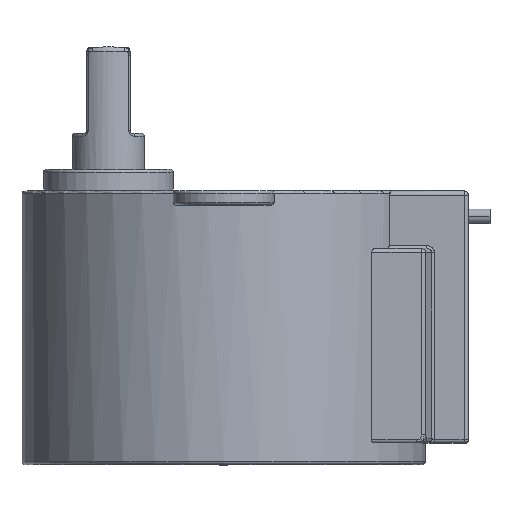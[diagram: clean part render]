
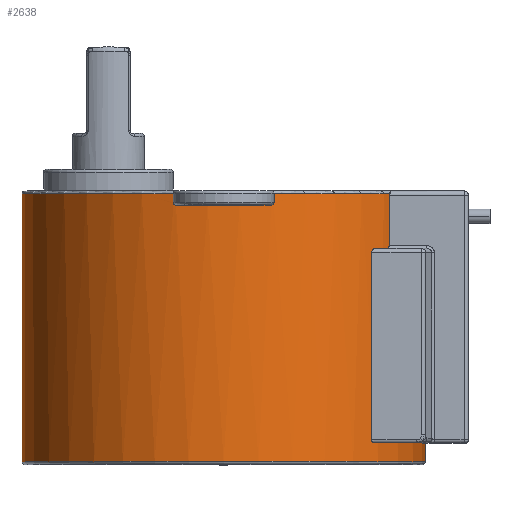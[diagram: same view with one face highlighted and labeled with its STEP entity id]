
A CAD part, top view. The second image highlights one B-rep face of the part: STEP entity #2638.
In plain terms, the highlighted cylindrical face has radius 14 mm (diameter 28 mm), a full revolution.
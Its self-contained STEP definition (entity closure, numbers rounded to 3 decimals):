
#132=B_SPLINE_CURVE_WITH_KNOTS('',3,(#3894,#3895,#3896,#3897,#3898,#3899,
#3900,#3901,#3902,#3903),.UNSPECIFIED.,.F.,.F.,(4,2,2,2,4),(0.,0.008,
0.015,0.023,0.031),.UNSPECIFIED.);
#133=B_SPLINE_CURVE_WITH_KNOTS('',3,(#3907,#3908,#3909,#3910,#3911,#3912,
#3913,#3914,#3915,#3916),.UNSPECIFIED.,.F.,.F.,(4,2,2,2,4),(-0.031,
-0.023,-0.015,-0.008,0.),
 .UNSPECIFIED.);
#134=B_SPLINE_CURVE_WITH_KNOTS('',3,(#3924,#3925,#3926,#3927,#3928,#3929,
#3930,#3931,#3932,#3933),.UNSPECIFIED.,.F.,.F.,(4,2,2,2,4),(0.,0.008,
0.015,0.023,0.031),.UNSPECIFIED.);
#135=B_SPLINE_CURVE_WITH_KNOTS('',3,(#3937,#3938,#3939,#3940,#3941,#3942,
#3943,#3944,#3945,#3946),.UNSPECIFIED.,.F.,.F.,(4,2,2,2,4),(-0.031,
-0.023,-0.015,-0.008,0.),
 .UNSPECIFIED.);
#230=LINE('',#3892,#363);
#231=LINE('',#3918,#364);
#232=LINE('',#3922,#365);
#233=LINE('',#3948,#366);
#234=LINE('',#3952,#367);
#235=LINE('',#3955,#368);
#236=LINE('',#3958,#369);
#363=VECTOR('',#3155,10.);
#364=VECTOR('',#3158,10.);
#365=VECTOR('',#3161,10.);
#366=VECTOR('',#3164,10.);
#367=VECTOR('',#3167,10.);
#368=VECTOR('',#3170,14.);
#369=VECTOR('',#3173,10.);
#496=CYLINDRICAL_SURFACE('',#2840,14.);
#622=FACE_OUTER_BOUND('',#791,.T.);
#791=EDGE_LOOP('',(#1810,#1811,#1812,#1813,#1814,#1815,#1816,#1817,#1818,
#1819,#1820,#1821,#1822,#1823,#1824,#1825,#1826,#1827,#1828,#1829,#1830,
#1831));
#967=CIRCLE('',#2834,14.);
#971=CIRCLE('',#2838,14.);
#972=CIRCLE('',#2839,14.);
#973=CIRCLE('',#2841,14.);
#974=CIRCLE('',#2842,14.);
#975=CIRCLE('',#2843,14.);
#976=CIRCLE('',#2844,14.);
#977=CIRCLE('',#2845,14.);
#978=CIRCLE('',#2846,14.);
#979=CIRCLE('',#2847,14.);
#1138=VERTEX_POINT('',#3876);
#1139=VERTEX_POINT('',#3877);
#1142=VERTEX_POINT('',#3884);
#1143=VERTEX_POINT('',#3888);
#1144=VERTEX_POINT('',#3889);
#1145=VERTEX_POINT('',#3891);
#1146=VERTEX_POINT('',#3893);
#1147=VERTEX_POINT('',#3904);
#1148=VERTEX_POINT('',#3906);
#1149=VERTEX_POINT('',#3917);
#1150=VERTEX_POINT('',#3919);
#1151=VERTEX_POINT('',#3921);
#1152=VERTEX_POINT('',#3923);
#1153=VERTEX_POINT('',#3934);
#1154=VERTEX_POINT('',#3936);
#1155=VERTEX_POINT('',#3947);
#1156=VERTEX_POINT('',#3949);
#1157=VERTEX_POINT('',#3951);
#1158=VERTEX_POINT('',#3953);
#1159=VERTEX_POINT('',#3956);
#1395=EDGE_CURVE('',#1138,#1139,#967,.T.);
#1399=EDGE_CURVE('',#1139,#1142,#971,.T.);
#1400=EDGE_CURVE('',#1142,#1138,#972,.T.);
#1401=EDGE_CURVE('',#1143,#1144,#973,.T.);
#1402=EDGE_CURVE('',#1143,#1145,#230,.T.);
#1403=EDGE_CURVE('',#1146,#1145,#132,.F.);
#1404=EDGE_CURVE('',#1146,#1147,#974,.T.);
#1405=EDGE_CURVE('',#1148,#1147,#133,.F.);
#1406=EDGE_CURVE('',#1148,#1149,#231,.T.);
#1407=EDGE_CURVE('',#1150,#1149,#975,.T.);
#1408=EDGE_CURVE('',#1150,#1151,#232,.T.);
#1409=EDGE_CURVE('',#1152,#1151,#134,.F.);
#1410=EDGE_CURVE('',#1152,#1153,#976,.T.);
#1411=EDGE_CURVE('',#1154,#1153,#135,.F.);
#1412=EDGE_CURVE('',#1154,#1155,#233,.T.);
#1413=EDGE_CURVE('',#1156,#1155,#977,.T.);
#1414=EDGE_CURVE('',#1156,#1157,#234,.T.);
#1415=EDGE_CURVE('',#1157,#1158,#978,.T.);
#1416=EDGE_CURVE('',#1158,#1142,#235,.T.);
#1417=EDGE_CURVE('',#1158,#1159,#979,.T.);
#1418=EDGE_CURVE('',#1159,#1144,#236,.T.);
#1810=ORIENTED_EDGE('',*,*,#1401,.F.);
#1811=ORIENTED_EDGE('',*,*,#1402,.T.);
#1812=ORIENTED_EDGE('',*,*,#1403,.F.);
#1813=ORIENTED_EDGE('',*,*,#1404,.T.);
#1814=ORIENTED_EDGE('',*,*,#1405,.F.);
#1815=ORIENTED_EDGE('',*,*,#1406,.T.);
#1816=ORIENTED_EDGE('',*,*,#1407,.F.);
#1817=ORIENTED_EDGE('',*,*,#1408,.T.);
#1818=ORIENTED_EDGE('',*,*,#1409,.F.);
#1819=ORIENTED_EDGE('',*,*,#1410,.T.);
#1820=ORIENTED_EDGE('',*,*,#1411,.F.);
#1821=ORIENTED_EDGE('',*,*,#1412,.T.);
#1822=ORIENTED_EDGE('',*,*,#1413,.F.);
#1823=ORIENTED_EDGE('',*,*,#1414,.T.);
#1824=ORIENTED_EDGE('',*,*,#1415,.T.);
#1825=ORIENTED_EDGE('',*,*,#1416,.T.);
#1826=ORIENTED_EDGE('',*,*,#1399,.F.);
#1827=ORIENTED_EDGE('',*,*,#1395,.F.);
#1828=ORIENTED_EDGE('',*,*,#1400,.F.);
#1829=ORIENTED_EDGE('',*,*,#1416,.F.);
#1830=ORIENTED_EDGE('',*,*,#1417,.T.);
#1831=ORIENTED_EDGE('',*,*,#1418,.T.);
#2638=ADVANCED_FACE('',(#622),#496,.T.);
#2834=AXIS2_PLACEMENT_3D('',#3878,#3139,#3140);
#2838=AXIS2_PLACEMENT_3D('',#3885,#3147,#3148);
#2839=AXIS2_PLACEMENT_3D('',#3886,#3149,#3150);
#2840=AXIS2_PLACEMENT_3D('',#3887,#3151,#3152);
#2841=AXIS2_PLACEMENT_3D('',#3890,#3153,#3154);
#2842=AXIS2_PLACEMENT_3D('',#3905,#3156,#3157);
#2843=AXIS2_PLACEMENT_3D('',#3920,#3159,#3160);
#2844=AXIS2_PLACEMENT_3D('',#3935,#3162,#3163);
#2845=AXIS2_PLACEMENT_3D('',#3950,#3165,#3166);
#2846=AXIS2_PLACEMENT_3D('',#3954,#3168,#3169);
#2847=AXIS2_PLACEMENT_3D('',#3957,#3171,#3172);
#3139=DIRECTION('center_axis',(0.,-1.,0.));
#3140=DIRECTION('ref_axis',(1.,0.,0.));
#3147=DIRECTION('center_axis',(0.,-1.,0.));
#3148=DIRECTION('ref_axis',(1.,0.,0.));
#3149=DIRECTION('center_axis',(0.,-1.,0.));
#3150=DIRECTION('ref_axis',(1.,0.,0.));
#3151=DIRECTION('center_axis',(0.,1.,0.));
#3152=DIRECTION('ref_axis',(-1.,0.,0.));
#3153=DIRECTION('center_axis',(0.,1.,0.));
#3154=DIRECTION('ref_axis',(0.621,0.,0.784));
#3155=DIRECTION('',(0.,-1.,0.));
#3156=DIRECTION('center_axis',(0.,-1.,0.));
#3157=DIRECTION('ref_axis',(-1.,0.,0.));
#3158=DIRECTION('',(0.,1.,0.));
#3159=DIRECTION('center_axis',(0.,1.,0.));
#3160=DIRECTION('ref_axis',(-1.,0.,0.));
#3161=DIRECTION('',(0.,-1.,0.));
#3162=DIRECTION('center_axis',(0.,-1.,0.));
#3163=DIRECTION('ref_axis',(-1.,0.,0.));
#3164=DIRECTION('',(0.,1.,0.));
#3165=DIRECTION('center_axis',(0.,1.,0.));
#3166=DIRECTION('ref_axis',(0.621,0.,-0.784));
#3167=DIRECTION('',(0.,-1.,0.));
#3168=DIRECTION('center_axis',(0.,-1.,0.));
#3169=DIRECTION('ref_axis',(-1.,0.,0.));
#3170=DIRECTION('',(0.,-1.,0.));
#3171=DIRECTION('center_axis',(0.,-1.,0.));
#3172=DIRECTION('ref_axis',(-1.,0.,0.));
#3173=DIRECTION('',(0.,1.,0.));
#3876=CARTESIAN_POINT('',(-14.,0.2,0.));
#3877=CARTESIAN_POINT('',(0.,0.2,-14.));
#3878=CARTESIAN_POINT('Origin',(0.,0.2,0.));
#3884=CARTESIAN_POINT('',(14.,0.2,0.));
#3885=CARTESIAN_POINT('Origin',(0.,0.2,0.));
#3886=CARTESIAN_POINT('Origin',(0.,0.2,0.));
#3887=CARTESIAN_POINT('Origin',(0.,0.,0.));
#3888=CARTESIAN_POINT('',(3.5,18.8,13.555));
#3889=CARTESIAN_POINT('',(12.4,18.8,6.5));
#3890=CARTESIAN_POINT('Origin',(0.,18.8,0.));
#3891=CARTESIAN_POINT('',(3.5,18.2,13.555));
#3892=CARTESIAN_POINT('',(3.5,0.,13.555));
#3893=CARTESIAN_POINT('',(3.3,18.,13.606));
#3894=CARTESIAN_POINT('Ctrl Pts',(3.5,18.2,13.555));
#3895=CARTESIAN_POINT('Ctrl Pts',(3.5,18.175,13.555));
#3896=CARTESIAN_POINT('Ctrl Pts',(3.495,18.148,13.557));
#3897=CARTESIAN_POINT('Ctrl Pts',(3.475,18.099,13.562));
#3898=CARTESIAN_POINT('Ctrl Pts',(3.46,18.077,13.566));
#3899=CARTESIAN_POINT('Ctrl Pts',(3.424,18.041,13.575));
#3900=CARTESIAN_POINT('Ctrl Pts',(3.402,18.026,13.58));
#3901=CARTESIAN_POINT('Ctrl Pts',(3.352,18.005,13.593));
#3902=CARTESIAN_POINT('Ctrl Pts',(3.325,18.,13.599));
#3903=CARTESIAN_POINT('Ctrl Pts',(3.3,18.,13.606));
#3904=CARTESIAN_POINT('',(-3.3,18.,13.606));
#3905=CARTESIAN_POINT('Origin',(0.,18.,0.));
#3906=CARTESIAN_POINT('',(-3.5,18.2,13.555));
#3907=CARTESIAN_POINT('Ctrl Pts',(-3.3,18.,13.606));
#3908=CARTESIAN_POINT('Ctrl Pts',(-3.325,18.,13.599));
#3909=CARTESIAN_POINT('Ctrl Pts',(-3.352,18.005,13.593));
#3910=CARTESIAN_POINT('Ctrl Pts',(-3.402,18.026,13.58));
#3911=CARTESIAN_POINT('Ctrl Pts',(-3.424,18.041,13.575));
#3912=CARTESIAN_POINT('Ctrl Pts',(-3.46,18.077,13.566));
#3913=CARTESIAN_POINT('Ctrl Pts',(-3.475,18.099,13.562));
#3914=CARTESIAN_POINT('Ctrl Pts',(-3.495,18.148,13.557));
#3915=CARTESIAN_POINT('Ctrl Pts',(-3.5,18.175,13.555));
#3916=CARTESIAN_POINT('Ctrl Pts',(-3.5,18.2,13.555));
#3917=CARTESIAN_POINT('',(-3.5,18.8,13.555));
#3918=CARTESIAN_POINT('',(-3.5,0.,13.555));
#3919=CARTESIAN_POINT('',(-3.5,18.8,-13.555));
#3920=CARTESIAN_POINT('Origin',(0.,18.8,0.));
#3921=CARTESIAN_POINT('',(-3.5,18.2,-13.555));
#3922=CARTESIAN_POINT('',(-3.5,0.,-13.555));
#3923=CARTESIAN_POINT('',(-3.3,18.,-13.606));
#3924=CARTESIAN_POINT('Ctrl Pts',(-3.5,18.2,-13.555));
#3925=CARTESIAN_POINT('Ctrl Pts',(-3.5,18.175,-13.555));
#3926=CARTESIAN_POINT('Ctrl Pts',(-3.495,18.148,-13.557));
#3927=CARTESIAN_POINT('Ctrl Pts',(-3.475,18.099,-13.562));
#3928=CARTESIAN_POINT('Ctrl Pts',(-3.46,18.077,-13.566));
#3929=CARTESIAN_POINT('Ctrl Pts',(-3.424,18.041,-13.575));
#3930=CARTESIAN_POINT('Ctrl Pts',(-3.402,18.026,-13.58));
#3931=CARTESIAN_POINT('Ctrl Pts',(-3.352,18.005,-13.593));
#3932=CARTESIAN_POINT('Ctrl Pts',(-3.325,18.,-13.599));
#3933=CARTESIAN_POINT('Ctrl Pts',(-3.3,18.,-13.606));
#3934=CARTESIAN_POINT('',(3.3,18.,-13.606));
#3935=CARTESIAN_POINT('Origin',(0.,18.,0.));
#3936=CARTESIAN_POINT('',(3.5,18.2,-13.555));
#3937=CARTESIAN_POINT('Ctrl Pts',(3.3,18.,-13.606));
#3938=CARTESIAN_POINT('Ctrl Pts',(3.325,18.,-13.599));
#3939=CARTESIAN_POINT('Ctrl Pts',(3.352,18.005,-13.593));
#3940=CARTESIAN_POINT('Ctrl Pts',(3.402,18.026,-13.58));
#3941=CARTESIAN_POINT('Ctrl Pts',(3.424,18.041,-13.575));
#3942=CARTESIAN_POINT('Ctrl Pts',(3.46,18.077,-13.566));
#3943=CARTESIAN_POINT('Ctrl Pts',(3.475,18.099,-13.562));
#3944=CARTESIAN_POINT('Ctrl Pts',(3.495,18.148,-13.557));
#3945=CARTESIAN_POINT('Ctrl Pts',(3.5,18.175,-13.555));
#3946=CARTESIAN_POINT('Ctrl Pts',(3.5,18.2,-13.555));
#3947=CARTESIAN_POINT('',(3.5,18.8,-13.555));
#3948=CARTESIAN_POINT('',(3.5,0.,-13.555));
#3949=CARTESIAN_POINT('',(12.4,18.8,-6.5));
#3950=CARTESIAN_POINT('Origin',(0.,18.8,0.));
#3951=CARTESIAN_POINT('',(12.4,18.,-6.5));
#3952=CARTESIAN_POINT('',(12.4,0.,-6.5));
#3953=CARTESIAN_POINT('',(14.,18.,0.));
#3954=CARTESIAN_POINT('Origin',(0.,18.,0.));
#3955=CARTESIAN_POINT('',(14.,0.,0.));
#3956=CARTESIAN_POINT('',(12.4,18.,6.5));
#3957=CARTESIAN_POINT('Origin',(0.,18.,0.));
#3958=CARTESIAN_POINT('',(12.4,0.,6.5));
